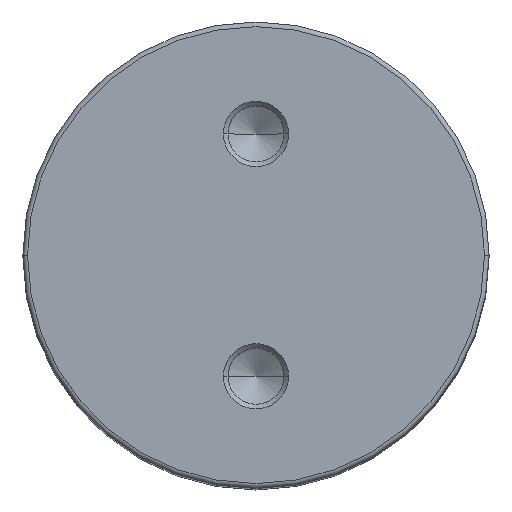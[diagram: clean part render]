
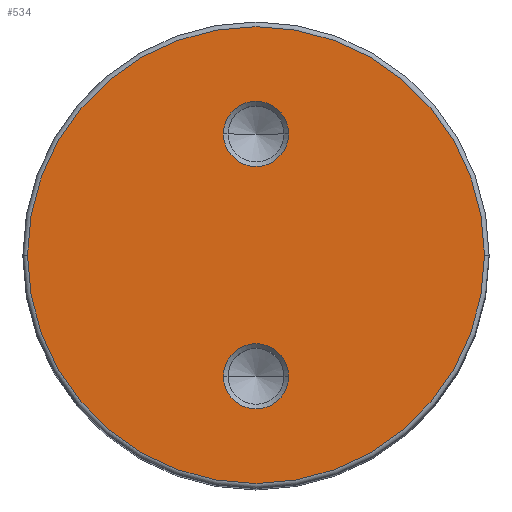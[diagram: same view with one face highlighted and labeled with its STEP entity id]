
A CAD part, top view. The second image highlights one B-rep face of the part: STEP entity #534.
In plain terms, the highlighted planar face has unit normal (0, 0, 1).
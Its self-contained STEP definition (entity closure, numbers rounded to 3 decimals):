
#49 = CARTESIAN_POINT ( 'NONE',  ( 24.5, 0., 0. ) ) ;
#51 = CARTESIAN_POINT ( 'NONE',  ( -24.5, 0., 0. ) ) ;
#59 = CARTESIAN_POINT ( 'NONE',  ( 3.5, 13., 0. ) ) ;
#66 = CARTESIAN_POINT ( 'NONE',  ( -3.5, 13., 0. ) ) ;
#118 = AXIS2_PLACEMENT_3D ( 'NONE', #1656, #1653, #1662 ) ;
#220 = CARTESIAN_POINT ( 'NONE',  ( -3.5, -13., 0. ) ) ;
#221 = CARTESIAN_POINT ( 'NONE',  ( 3.5, -13., 0. ) ) ;
#276 = EDGE_LOOP ( 'NONE', ( #629, #684 ) ) ;
#281 = EDGE_LOOP ( 'NONE', ( #683, #728 ) ) ;
#300 = EDGE_LOOP ( 'NONE', ( #665, #661 ) ) ;
#332 = VERTEX_POINT ( 'NONE', #221 ) ;
#333 = VERTEX_POINT ( 'NONE', #220 ) ;
#340 = VERTEX_POINT ( 'NONE', #59 ) ;
#349 = VERTEX_POINT ( 'NONE', #66 ) ;
#362 = VERTEX_POINT ( 'NONE', #51 ) ;
#364 = VERTEX_POINT ( 'NONE', #49 ) ;
#423 = EDGE_CURVE ( 'NONE', #332, #333, #790, .T. ) ;
#432 = EDGE_CURVE ( 'NONE', #349, #340, #800, .T. ) ;
#478 = EDGE_CURVE ( 'NONE', #364, #362, #874, .T. ) ;
#480 = EDGE_CURVE ( 'NONE', #340, #349, #876, .T. ) ;
#481 = EDGE_CURVE ( 'NONE', #362, #364, #880, .T. ) ;
#482 = EDGE_CURVE ( 'NONE', #333, #332, #882, .T. ) ;
#534 = ADVANCED_FACE ( 'NONE', ( #1654, #1658, #1659 ), #1660, .F. ) ;
#629 = ORIENTED_EDGE ( 'NONE', *, *, #423, .T. ) ;
#661 = ORIENTED_EDGE ( 'NONE', *, *, #481, .T. ) ;
#665 = ORIENTED_EDGE ( 'NONE', *, *, #478, .T. ) ;
#683 = ORIENTED_EDGE ( 'NONE', *, *, #480, .F. ) ;
#684 = ORIENTED_EDGE ( 'NONE', *, *, #482, .T. ) ;
#728 = ORIENTED_EDGE ( 'NONE', *, *, #432, .F. ) ;
#790 = CIRCLE ( 'NONE', #792, 3.5 ) ;
#792 = AXIS2_PLACEMENT_3D ( 'NONE', #1278, #1279, #1280 ) ;
#800 = CIRCLE ( 'NONE', #804, 3.5 ) ;
#804 = AXIS2_PLACEMENT_3D ( 'NONE', #1305, #1306, #1307 ) ;
#874 = CIRCLE ( 'NONE', #877, 24.5 ) ;
#876 = CIRCLE ( 'NONE', #881, 3.5 ) ;
#877 = AXIS2_PLACEMENT_3D ( 'NONE', #1441, #1442, #1443 ) ;
#880 = CIRCLE ( 'NONE', #883, 24.5 ) ;
#881 = AXIS2_PLACEMENT_3D ( 'NONE', #1447, #1448, #1449 ) ;
#882 = CIRCLE ( 'NONE', #885, 3.5 ) ;
#883 = AXIS2_PLACEMENT_3D ( 'NONE', #1450, #1451, #1452 ) ;
#885 = AXIS2_PLACEMENT_3D ( 'NONE', #1453, #1454, #1455 ) ;
#1278 = CARTESIAN_POINT ( 'NONE',  ( 0., -13., 0. ) ) ;
#1279 = DIRECTION ( 'NONE',  ( 0., 0., -1. ) ) ;
#1280 = DIRECTION ( 'NONE',  ( 1., 0., 0. ) ) ;
#1305 = CARTESIAN_POINT ( 'NONE',  ( 0., 13., 0. ) ) ;
#1306 = DIRECTION ( 'NONE',  ( 0., 0., 1. ) ) ;
#1307 = DIRECTION ( 'NONE',  ( 1., 0., 0. ) ) ;
#1441 = CARTESIAN_POINT ( 'NONE',  ( 0., 0., 0. ) ) ;
#1442 = DIRECTION ( 'NONE',  ( 0., 0., 1. ) ) ;
#1443 = DIRECTION ( 'NONE',  ( 1., 0., 0. ) ) ;
#1447 = CARTESIAN_POINT ( 'NONE',  ( 0., 13., 0. ) ) ;
#1448 = DIRECTION ( 'NONE',  ( 0., 0., 1. ) ) ;
#1449 = DIRECTION ( 'NONE',  ( 1., 0., 0. ) ) ;
#1450 = CARTESIAN_POINT ( 'NONE',  ( 0., 0., 0. ) ) ;
#1451 = DIRECTION ( 'NONE',  ( 0., 0., 1. ) ) ;
#1452 = DIRECTION ( 'NONE',  ( 1., 0., 0. ) ) ;
#1453 = CARTESIAN_POINT ( 'NONE',  ( 0., -13., 0. ) ) ;
#1454 = DIRECTION ( 'NONE',  ( 0., 0., -1. ) ) ;
#1455 = DIRECTION ( 'NONE',  ( 1., 0., 0. ) ) ;
#1653 = DIRECTION ( 'NONE',  ( 0., 0., -1. ) ) ;
#1654 = FACE_BOUND ( 'NONE', #281, .T. ) ;
#1656 = CARTESIAN_POINT ( 'NONE',  ( 0., 0., 0. ) ) ;
#1658 = FACE_OUTER_BOUND ( 'NONE', #300, .T. ) ;
#1659 = FACE_BOUND ( 'NONE', #276, .T. ) ;
#1660 = PLANE ( 'NONE',  #118 ) ;
#1662 = DIRECTION ( 'NONE',  ( -1., 0., 0. ) ) ;
